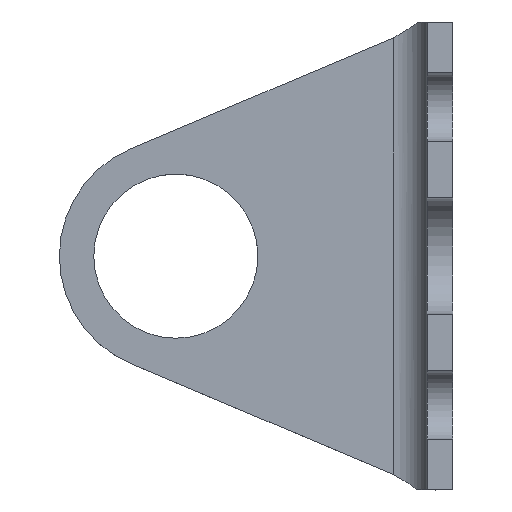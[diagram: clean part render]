
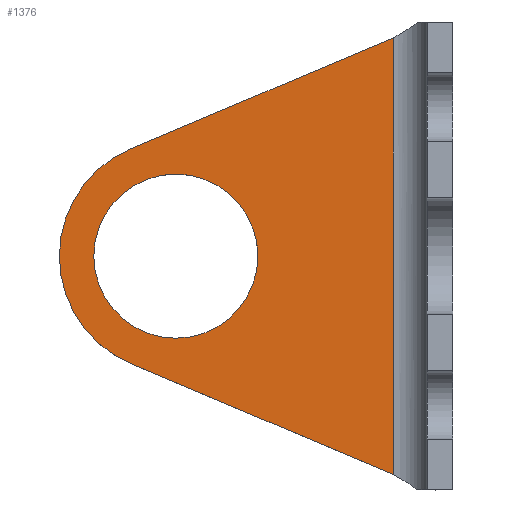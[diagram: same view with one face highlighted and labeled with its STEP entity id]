
A CAD part, top view. The second image highlights one B-rep face of the part: STEP entity #1376.
In plain terms, the highlighted planar face has unit normal (0, 0, 1).
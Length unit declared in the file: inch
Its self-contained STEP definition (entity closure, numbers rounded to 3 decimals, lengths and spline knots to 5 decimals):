
#18 = CARTESIAN_POINT ( 'NONE',  ( -0.64939, 0.31665, 0.0747 ) ) ;
#26 = AXIS2_PLACEMENT_3D ( 'NONE', #979, #417, #55 ) ;
#35 = FACE_OUTER_BOUND ( 'NONE', #1066, .T. ) ;
#55 = DIRECTION ( 'NONE',  ( 1., 0., 0. ) ) ;
#64 = ORIENTED_EDGE ( 'NONE', *, *, #294, .F. ) ;
#77 = ORIENTED_EDGE ( 'NONE', *, *, #267, .T. ) ;
#78 = DIRECTION ( 'NONE',  ( 1., 0., 0. ) ) ;
#85 = DIRECTION ( 'NONE',  ( 0.921, 0.389, 0. ) ) ;
#96 = CIRCLE ( 'NONE', #638, 0.24219 ) ;
#206 = VERTEX_POINT ( 'NONE', #748 ) ;
#209 = CARTESIAN_POINT ( 'NONE',  ( -0.51562, 0., 0.0747 ) ) ;
#234 = CARTESIAN_POINT ( 'NONE',  ( -0.85938, -0.69, 0.0747 ) ) ;
#254 = AXIS2_PLACEMENT_3D ( 'NONE', #1320, #618, #1444 ) ;
#267 = EDGE_CURVE ( 'NONE', #1105, #280, #1013, .T. ) ;
#280 = VERTEX_POINT ( 'NONE', #318 ) ;
#282 = VERTEX_POINT ( 'NONE', #654 ) ;
#294 = EDGE_CURVE ( 'NONE', #1331, #282, #96, .T. ) ;
#318 = CARTESIAN_POINT ( 'NONE',  ( 0.1265, 0.64443, 0.0747 ) ) ;
#322 = DIRECTION ( 'NONE',  ( 0.921, -0.389, 0. ) ) ;
#334 = LINE ( 'NONE', #769, #829 ) ;
#345 = CARTESIAN_POINT ( 'NONE',  ( -0.27344, 0., 0.0747 ) ) ;
#378 = EDGE_CURVE ( 'NONE', #206, #1105, #334, .T. ) ;
#417 = DIRECTION ( 'NONE',  ( 0., 0., 1. ) ) ;
#420 = AXIS2_PLACEMENT_3D ( 'NONE', #234, #444, #78 ) ;
#428 = DIRECTION ( 'NONE',  ( 0., 1., 0. ) ) ;
#434 = DIRECTION ( 'NONE',  ( 0., 0., 1. ) ) ;
#444 = DIRECTION ( 'NONE',  ( 0., 0., 1. ) ) ;
#470 = ORIENTED_EDGE ( 'NONE', *, *, #378, .T. ) ;
#541 = CARTESIAN_POINT ( 'NONE',  ( 0.1265, -0.69, 0.0747 ) ) ;
#547 = ORIENTED_EDGE ( 'NONE', *, *, #551, .F. ) ;
#551 = EDGE_CURVE ( 'NONE', #282, #1331, #1510, .T. ) ;
#618 = DIRECTION ( 'NONE',  ( 0., 0., 1. ) ) ;
#638 = AXIS2_PLACEMENT_3D ( 'NONE', #209, #434, #774 ) ;
#654 = CARTESIAN_POINT ( 'NONE',  ( -0.75781, 0., 0.0747 ) ) ;
#665 = ORIENTED_EDGE ( 'NONE', *, *, #1189, .T. ) ;
#748 = CARTESIAN_POINT ( 'NONE',  ( -0.64939, -0.31665, 0.0747 ) ) ;
#769 = CARTESIAN_POINT ( 'NONE',  ( -0.69374, -0.29792, 0.0747 ) ) ;
#774 = DIRECTION ( 'NONE',  ( 1., 0., 0. ) ) ;
#829 = VECTOR ( 'NONE', #322, 39.37008 ) ;
#881 = FACE_BOUND ( 'NONE', #999, .T. ) ;
#901 = VECTOR ( 'NONE', #85, 39.37008 ) ;
#929 = ORIENTED_EDGE ( 'NONE', *, *, #1298, .F. ) ;
#979 = CARTESIAN_POINT ( 'NONE',  ( -0.51562, 0., 0.0747 ) ) ;
#999 = EDGE_LOOP ( 'NONE', ( #64, #547 ) ) ;
#1013 = LINE ( 'NONE', #541, #1323 ) ;
#1021 = PLANE ( 'NONE',  #420 ) ;
#1066 = EDGE_LOOP ( 'NONE', ( #470, #77, #929, #665 ) ) ;
#1085 = VERTEX_POINT ( 'NONE', #18 ) ;
#1105 = VERTEX_POINT ( 'NONE', #1411 ) ;
#1189 = EDGE_CURVE ( 'NONE', #1085, #206, #1492, .T. ) ;
#1206 = LINE ( 'NONE', #1372, #901 ) ;
#1298 = EDGE_CURVE ( 'NONE', #1085, #280, #1206, .T. ) ;
#1320 = CARTESIAN_POINT ( 'NONE',  ( -0.51562, 0., 0.0747 ) ) ;
#1323 = VECTOR ( 'NONE', #428, 39.37008 ) ;
#1331 = VERTEX_POINT ( 'NONE', #345 ) ;
#1372 = CARTESIAN_POINT ( 'NONE',  ( -1.18844, 0.08894, 0.0747 ) ) ;
#1376 = ADVANCED_FACE ( 'NONE', ( #881, #35 ), #1021, .T. ) ;
#1411 = CARTESIAN_POINT ( 'NONE',  ( 0.1265, -0.64443, 0.0747 ) ) ;
#1444 = DIRECTION ( 'NONE',  ( 1., 0., 0. ) ) ;
#1492 = CIRCLE ( 'NONE', #26, 0.34375 ) ;
#1510 = CIRCLE ( 'NONE', #254, 0.24219 ) ;
